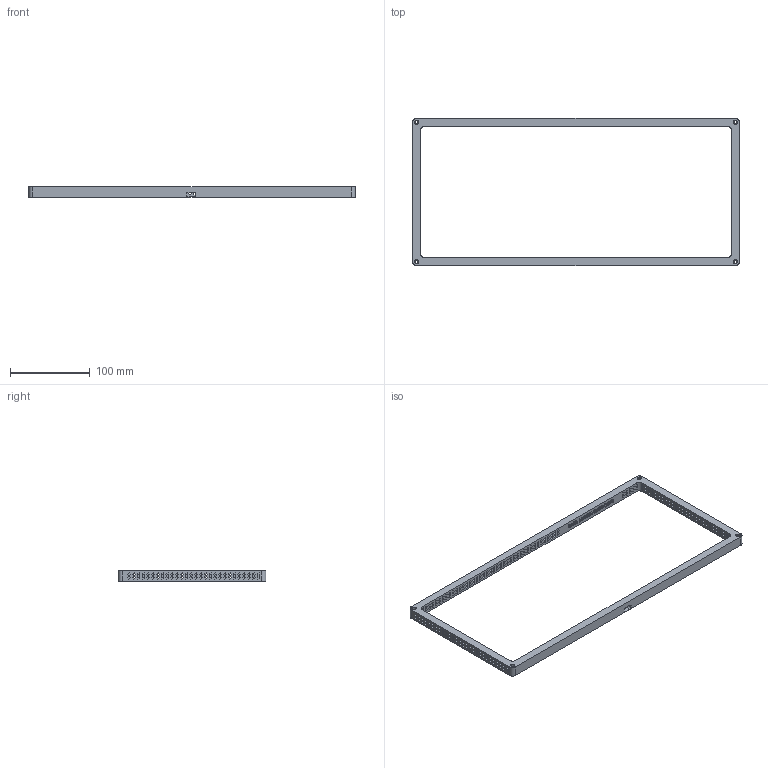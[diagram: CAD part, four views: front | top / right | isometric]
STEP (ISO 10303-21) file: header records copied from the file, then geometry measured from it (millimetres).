
FILE_DESCRIPTION(/* description */ ('STEP AP242','CAx-IF Rec.Pracs.---Representation and Presentation of Product Manufacturing Information (PMI)---4.0---2014-10-13','CAx-IF Rec.Pracs.---3D Tessellated Geometry---0.4---2014-09-14','2;1'),/* implementation_level */ '2;1');
FILE_NAME(/* name */ '685ee401f2d44316e7d1b164',/* time_stamp */ '2025-06-27T18:33:39Z',/* author */ (''),/* organization */ (''),/* preprocessor_version */ 'ST-DEVELOPER v20',/* originating_system */ 'ONSHAPE BY PTC INC, 1.200',/* authorisation */ ' ');
FILE_SCHEMA (('AP242_MANAGED_MODEL_BASED_3D_ENGINEERING_MIM_LF { 1 0 10303 442 1 1 4 }'));
Products named in the file (9): Part 3; Part 4; Part 7; Part 1; Part 5; Part 8; Part 2; Part 6; Part 9
Bounding box: 408.66 x 184.82 x 13 mm (x, y, z)
Volume: 130333.3 mm3; surface area: 75914.5 mm2
Topology: 9 solids, 9 shells, 1627 faces, 4821 edges, 3206 vertices
Faces by surface type: plane 1448, bspline 150, cylinder 29
Full cylindrical faces by diameter (mm): 3.4 x4, 5.3 x4
Entity records: 66351 total; most frequent: CARTESIAN_POINT 11303, ORIENTED_EDGE 9624, DIRECTION 7549, EDGE_CURVE 4812, LINE 4447, VECTOR 4447, VERTEX_POINT 3205, EDGE_LOOP 2089
